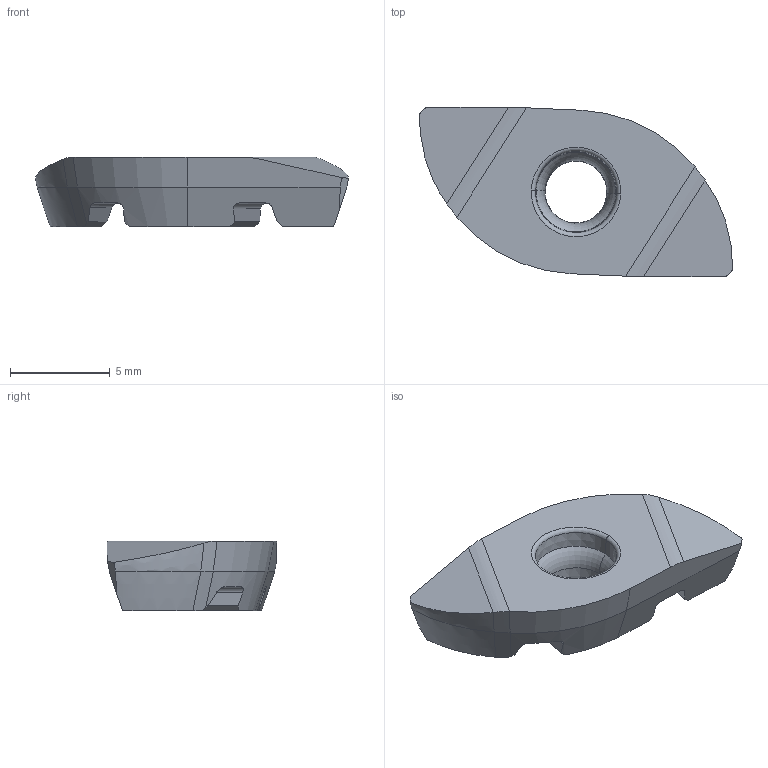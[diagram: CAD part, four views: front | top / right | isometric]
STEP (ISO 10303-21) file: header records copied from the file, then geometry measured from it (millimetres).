
FILE_DESCRIPTION((''),'2;1');
FILE_NAME('SRM210C','2014-11-12T',('tsakamot'),('PTC Japan'),'PRO/ENGINEER BY PARAMETRIC TECHNOLOGY CORPORATION, 2011180','PRO/ENGINEER BY PARAMETRIC TECHNOLOGY CORPORATION, 2011180','');
FILE_SCHEMA(('AUTOMOTIVE_DESIGN { 1 0 10303 214 1 1 1 1 }'));
Length unit declared in the file: millimetre
Products named in the file (1): SRM210C
Bounding box: 15.68 x 8.47 x 3.5 mm (x, y, z)
Volume: 238.8 mm3; surface area: 330.5 mm2
Topology: 1 solids, 1 shells, 52 faces, 134 edges, 84 vertices
Faces by surface type: plane 22, cylinder 10, cone 8, bspline 8, torus 4
Entity records: 4174 total; most frequent: CARTESIAN_POINT 2531, ORIENTED_EDGE 268, DIRECTION 198, PRESENTATION_STYLE_ASSIGNMENT 136, STYLED_ITEM 136, CURVE_STYLE 135, EDGE_CURVE 134, VERTEX_POINT 84
